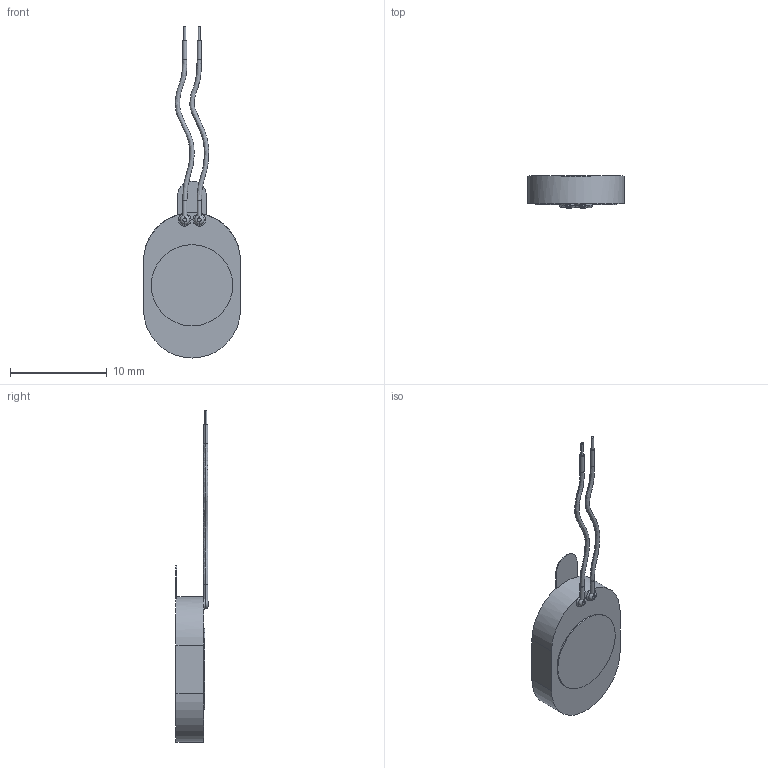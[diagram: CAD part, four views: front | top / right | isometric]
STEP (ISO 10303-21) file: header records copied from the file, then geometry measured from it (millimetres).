
FILE_DESCRIPTION (( 'STEP AP203' ), '1' );
FILE_NAME ('SP-1510.STEP', '2017-06-09T21:26:25', ( 'Gem' ), ( '' ), 'SwSTEP 2.0', 'SolidWorks 2013', '' );
FILE_SCHEMA (( 'CONFIG_CONTROL_DESIGN' ));
Length unit declared in the file: millimetre
Products named in the file (1): SP-1510
Bounding box: 10 x 3.32 x 34.25 mm (x, y, z)
Volume: 359.1 mm3; surface area: 582.5 mm2
Topology: 6 solids, 6 shells, 58 faces, 114 edges, 72 vertices
Faces by surface type: cylinder 23, plane 23, torus 8, bspline 4
Entity records: 2283 total; most frequent: CARTESIAN_POINT 973, DIRECTION 288, ORIENTED_EDGE 228, AXIS2_PLACEMENT_3D 123, EDGE_CURVE 114, VERTEX_POINT 72, CIRCLE 68, EDGE_LOOP 62
